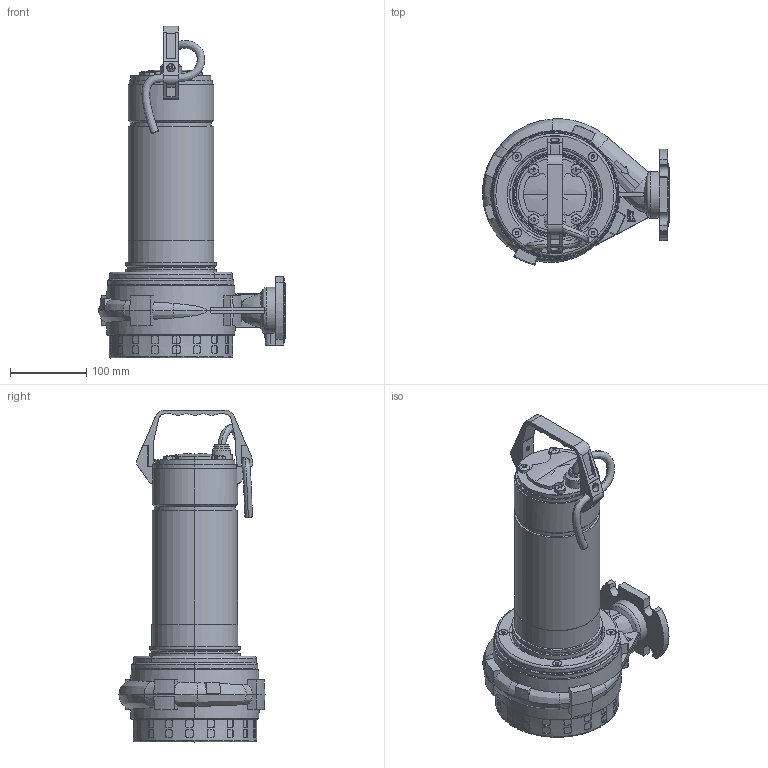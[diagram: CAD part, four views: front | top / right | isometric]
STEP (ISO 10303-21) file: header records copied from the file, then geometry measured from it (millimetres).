
FILE_DESCRIPTION (( 'STEP AP203' ), '1' );
FILE_NAME ('4_93_581_05_REV00.step', '2023-06-20T14:52:24', ( '' ), ( '' ), 'SwSTEP 2.0', 'SolidWorks 2020', '' );
FILE_SCHEMA (( 'CONFIG_CONTROL_DESIGN' ));
Length unit declared in the file: millimetre
Products named in the file (15): Copia di 4_92_125_semplificato^4_93_581_05_REV00; Copia di 1_65_107_REV00_semplificato^4_93_581_05_REV00; Copia di 4_92_127-L22_semplificato^4_93_581_05_REV00; Copia di Vite_TCB_M5x201^4_93_581_05_REV00; Copia di 4_93_581_05_REV00^4_93_581_05_REV00; Copia di 3_92_128_semplificato_foro1^4_93_581_05_REV00; Copia di 3_92_151_semplificato^4_93_581_05_REV00; Copia di 3_65_404_semplificato^4_93_581_05_REV00; 4_93_581_05_REV00; Copia di M6x35_UNI_5933^4_93_581_05_REV00; Copia di 3_65_417_semplificato^4_93_581_05_REV00; Copia di 3_92_152-CIECO_semplificato^4_93_581_05_REV00; Copia di 3_92_153_L265_semplificato^4_93_581_05_REV00; Copia di 3_92_152-11_5_semplificato^4_93_581_05_REV00; Copia di 3_65_405_semplificato^4_93_581_05_REV00
Assembly tree (24 placements, depth 2):
  4_93_581_05_REV00
    Copia di 4_93_581_05_REV00^4_93_581_05_REV00
    Copia di 3_65_417_semplificato^4_93_581_05_REV00
    Copia di 3_65_405_semplificato^4_93_581_05_REV00
    Copia di 3_92_153_L265_semplificato^4_93_581_05_REV00
    Copia di M6x35_UNI_5933^4_93_581_05_REV00  x4
    Copia di 3_92_128_semplificato_foro1^4_93_581_05_REV00
    Copia di 4_92_125_semplificato^4_93_581_05_REV00  x4
    Copia di 4_92_127-L22_semplificato^4_93_581_05_REV00
    Copia di 3_92_151_semplificato^4_93_581_05_REV00
    Copia di 3_92_152-11_5_semplificato^4_93_581_05_REV00
    Copia di 3_92_152-CIECO_semplificato^4_93_581_05_REV00
    Copia di Vite_TCB_M5x201^4_93_581_05_REV00  x5
    Copia di 1_65_107_REV00_semplificato^4_93_581_05_REV00
    Copia di 3_65_404_semplificato^4_93_581_05_REV00
Bounding box: 244.75 x 191.49 x 435.2 mm (x, y, z)
Volume: 5299118.3 mm3; surface area: 459334.6 mm2
Topology: 24 solids, 24 shells, 1351 faces, 3525 edges, 2291 vertices
Faces by surface type: plane 667, cylinder 447, bspline 237
Entity records: 70123 total; most frequent: CARTESIAN_POINT 43024, ORIENTED_EDGE 5706, DIRECTION 4484, EDGE_CURVE 2853, VERTEX_POINT 1872, AXIS2_PLACEMENT_3D 1557, LINE 1370, VECTOR 1370
